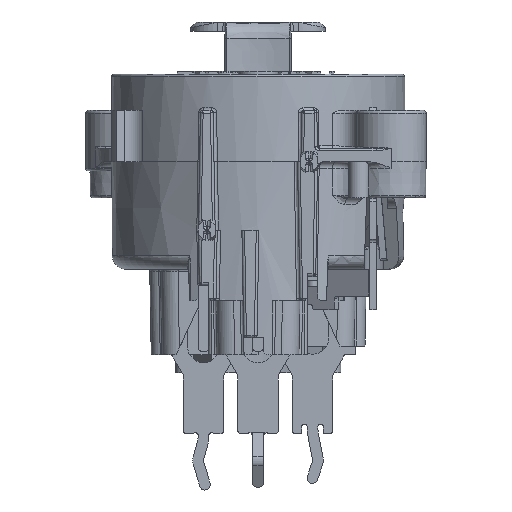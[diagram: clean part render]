
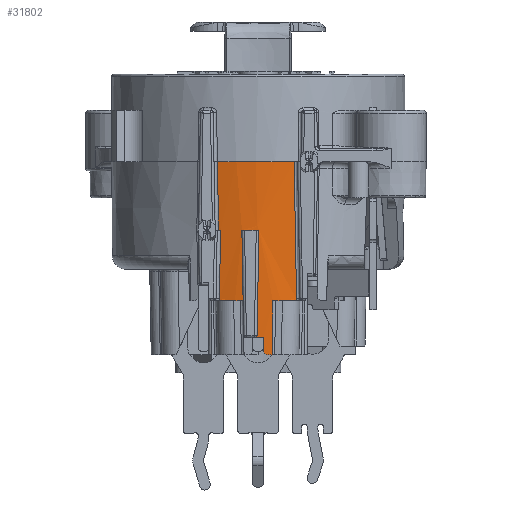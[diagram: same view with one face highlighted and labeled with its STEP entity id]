
A CAD part, front view. The second image highlights one B-rep face of the part: STEP entity #31802.
In plain terms, the highlighted conical face has half-angle 0.5 degrees and reference radius 10.837 mm.
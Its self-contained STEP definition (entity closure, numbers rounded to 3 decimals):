
#1577=CARTESIAN_POINT('',(0.,0.,-12.65));
#1578=DIRECTION('',(0.,0.,1.));
#1579=DIRECTION('',(0.056,-0.998,0.));
#1580=AXIS2_PLACEMENT_3D('',#1577,#1578,#1579);
#2548=DIRECTION('',(0.,-0.009,1.));
#2549=VECTOR('',#2548,1.05);
#2550=CARTESIAN_POINT('',(0.4,-10.769,-12.45));
#2551=LINE('',#2550,#2549);
#2556=CARTESIAN_POINT('',(0.,0.,-11.4));
#2557=DIRECTION('',(0.,0.,-1.));
#2558=DIRECTION('',(0.037,-0.999,0.));
#2559=AXIS2_PLACEMENT_3D('',#2556,#2557,#2558);
#2561=CARTESIAN_POINT('',(-0.071,-10.787,
-11.203));
#2562=CARTESIAN_POINT('',(-0.025,-10.81,
-8.599));
#2563=CARTESIAN_POINT('',(0.02,-10.833,
-5.994));
#2564=CARTESIAN_POINT('',(0.065,-10.855,
-3.39));
#2566=CARTESIAN_POINT('',(0.,0.,-3.39));
#2567=DIRECTION('',(0.,0.,1.));
#2568=DIRECTION('',(-0.111,-0.994,0.));
#2569=AXIS2_PLACEMENT_3D('',#2566,#2567,#2568);
#2571=CARTESIAN_POINT('',(-1.201,-10.789,
-3.39));
#2572=CARTESIAN_POINT('',(-1.17,-10.777,
-5.143));
#2573=CARTESIAN_POINT('',(-1.14,-10.765,
-6.897));
#2574=CARTESIAN_POINT('',(-1.109,-10.753,
-8.65));
#2576=CARTESIAN_POINT('',(0.,0.,-8.65));
#2577=DIRECTION('',(0.,0.,-1.));
#2578=DIRECTION('',(-0.103,-0.995,0.));
#2579=AXIS2_PLACEMENT_3D('',#2576,#2577,#2578);
#2581=CARTESIAN_POINT('',(-2.871,-10.423,
-8.504));
#2582=CARTESIAN_POINT('',(-2.872,-10.422,
-8.53));
#2583=CARTESIAN_POINT('',(-2.878,-10.42,
-8.58));
#2584=CARTESIAN_POINT('',(-2.894,-10.415,
-8.627));
#2585=CARTESIAN_POINT('',(-2.905,-10.412,
-8.65));
#2587=CARTESIAN_POINT('',(-2.784,-10.493,
-3.39));
#2588=CARTESIAN_POINT('',(-2.798,-10.481,
-4.242));
#2589=CARTESIAN_POINT('',(-2.827,-10.458,
-5.945));
#2590=CARTESIAN_POINT('',(-2.857,-10.435,
-7.651));
#2591=CARTESIAN_POINT('',(-2.871,-10.423,
-8.504));
#2593=CARTESIAN_POINT('',(-3.018,-10.474,
1.69));
#2594=CARTESIAN_POINT('',(-3.009,-10.472,
1.146));
#2595=CARTESIAN_POINT('',(-2.989,-10.467,
0.013));
#2596=CARTESIAN_POINT('',(-2.96,-10.46,
-1.681));
#2597=CARTESIAN_POINT('',(-2.941,-10.455,
-2.831));
#2598=CARTESIAN_POINT('',(-2.931,-10.453,-3.39));
#2600=CARTESIAN_POINT('',(0.,0.,1.69));
#2601=DIRECTION('',(0.,0.,1.));
#2602=DIRECTION('',(-0.277,-0.961,0.));
#2603=AXIS2_PLACEMENT_3D('',#2600,#2601,#2602);
#2605=CARTESIAN_POINT('',(2.86,-10.426,
-8.504));
#2606=CARTESIAN_POINT('',(2.841,-10.441,
-7.369));
#2607=CARTESIAN_POINT('',(2.802,-10.472,
-5.101));
#2608=CARTESIAN_POINT('',(2.744,-10.519,
-1.703));
#2609=CARTESIAN_POINT('',(2.705,-10.549,
0.56));
#2610=CARTESIAN_POINT('',(2.686,-10.564,1.69));
#2612=CARTESIAN_POINT('',(2.894,-10.415,
-8.65));
#2613=CARTESIAN_POINT('',(2.883,-10.418,
-8.627));
#2614=CARTESIAN_POINT('',(2.867,-10.423,
-8.58));
#2615=CARTESIAN_POINT('',(2.86,-10.426,
-8.53));
#2616=CARTESIAN_POINT('',(2.86,-10.426,
-8.504));
#2618=CARTESIAN_POINT('',(0.,0.,-8.65));
#2619=DIRECTION('',(0.,0.,-1.));
#2620=DIRECTION('',(0.268,-0.963,0.));
#2621=AXIS2_PLACEMENT_3D('',#2618,#2619,#2620);
#2749=CARTESIAN_POINT('',(-0.071,-10.787,
-11.203));
#2750=CARTESIAN_POINT('',(-0.071,-10.787,
-11.229));
#2751=CARTESIAN_POINT('',(-0.082,-10.787,
-11.281));
#2752=CARTESIAN_POINT('',(-0.127,-10.786,
-11.346));
#2753=CARTESIAN_POINT('',(-0.193,-10.784,
-11.39));
#2754=CARTESIAN_POINT('',(-0.245,-10.783,-11.4));
#2755=CARTESIAN_POINT('',(-0.271,-10.782,-11.4));
#3127=CARTESIAN_POINT('',(1.039,-10.725,
-12.65));
#3128=CARTESIAN_POINT('',(1.062,-10.734,
-11.317));
#3129=CARTESIAN_POINT('',(1.086,-10.743,
-9.983));
#3130=CARTESIAN_POINT('',(1.109,-10.753,
-8.65));
#11233=CARTESIAN_POINT('',(0.,0.,-3.39));
#11234=DIRECTION('',(0.,0.,1.));
#11235=DIRECTION('',(-0.27,-0.963,0.));
#11236=AXIS2_PLACEMENT_3D('',#11233,#11234,#11235);
#11621=CARTESIAN_POINT('',(-2.905,-10.412,
-8.65));
#18527=CARTESIAN_POINT('',(0.6,-10.758,-12.65));
#18528=CARTESIAN_POINT('',(0.533,-10.762,
-12.583));
#18529=CARTESIAN_POINT('',(0.467,-10.766,
-12.517));
#18530=CARTESIAN_POINT('',(0.4,-10.769,-12.45));
#23618=CARTESIAN_POINT('',(-1.201,-10.789,
-3.39));
#23620=VERTEX_POINT('',#23618);
#23634=CARTESIAN_POINT('',(-0.271,-10.782,-11.4));
#23636=VERTEX_POINT('',#23634);
#23637=CARTESIAN_POINT('',(-0.071,-10.787,
-11.203));
#23638=VERTEX_POINT('',#23637);
#23641=CARTESIAN_POINT('',(0.065,-10.855,
-3.39));
#23642=VERTEX_POINT('',#23641);
#24225=CARTESIAN_POINT('',(0.6,-10.758,-12.65));
#24226=VERTEX_POINT('',#24225);
#24227=CARTESIAN_POINT('',(0.4,-10.769,-12.45));
#24228=VERTEX_POINT('',#24227);
#24232=CARTESIAN_POINT('',(0.4,-10.778,-11.4));
#24233=VERTEX_POINT('',#24232);
#24241=CARTESIAN_POINT('',(1.039,-10.725,-12.65));
#24242=VERTEX_POINT('',#24241);
#24243=VERTEX_POINT('',#3130);
#24318=VERTEX_POINT('',#2574);
#24892=VERTEX_POINT('',#2612);
#24893=VERTEX_POINT('',#2616);
#24897=VERTEX_POINT('',#2610);
#24898=VERTEX_POINT('',#11621);
#24900=VERTEX_POINT('',#2581);
#24901=VERTEX_POINT('',#2587);
#24902=VERTEX_POINT('',#2593);
#24903=VERTEX_POINT('',#2598);
#31762=CARTESIAN_POINT('',(0.,0.,-5.48));
#31763=DIRECTION('',(0.,0.,1.));
#31764=DIRECTION('',(0.,-1.,0.));
#31765=AXIS2_PLACEMENT_3D('',#31762,#31763,#31764);
#31766=CONICAL_SURFACE('',#31765,10.837,0.5);
#31767=ORIENTED_EDGE('',*,*,#30632,.T.);
#31769=ORIENTED_EDGE('',*,*,#31768,.F.);
#31771=ORIENTED_EDGE('',*,*,#31770,.T.);
#31773=ORIENTED_EDGE('',*,*,#31772,.F.);
#31775=ORIENTED_EDGE('',*,*,#31774,.T.);
#31777=ORIENTED_EDGE('',*,*,#31776,.T.);
#31779=ORIENTED_EDGE('',*,*,#31778,.F.);
#31781=ORIENTED_EDGE('',*,*,#31780,.F.);
#31783=ORIENTED_EDGE('',*,*,#31782,.F.);
#31785=ORIENTED_EDGE('',*,*,#31784,.F.);
#31787=ORIENTED_EDGE('',*,*,#31786,.T.);
#31789=ORIENTED_EDGE('',*,*,#31788,.F.);
#31791=ORIENTED_EDGE('',*,*,#31790,.F.);
#31793=ORIENTED_EDGE('',*,*,#31792,.T.);
#31795=ORIENTED_EDGE('',*,*,#31794,.F.);
#31796=ORIENTED_EDGE('',*,*,#30382,.F.);
#31798=ORIENTED_EDGE('',*,*,#31797,.T.);
#31799=ORIENTED_EDGE('',*,*,#31754,.T.);
#31800=EDGE_LOOP('',(#31767,#31769,#31771,#31773,#31775,#31777,#31779,#31781,
#31783,#31785,#31787,#31789,#31791,#31793,#31795,#31796,#31798,#31799));
#31801=FACE_OUTER_BOUND('',#31800,.F.);
#31802=ADVANCED_FACE('',(#31801),#31766,.T.);
#1581=CIRCLE('',#1580,10.775);
#2560=CIRCLE('',#2559,10.786);
#2565=B_SPLINE_CURVE_WITH_KNOTS('',3,(#2561,#2562,#2563,#2564),.UNSPECIFIED.,
.F.,.F.,(4,4),(0.,1.),.UNSPECIFIED.);
#2570=CIRCLE('',#2569,10.856);
#2575=B_SPLINE_CURVE_WITH_KNOTS('',3,(#2571,#2572,#2573,#2574),.UNSPECIFIED.,
.F.,.F.,(4,4),(0.,1.),.UNSPECIFIED.);
#2580=CIRCLE('',#2579,10.81);
#2586=B_SPLINE_CURVE_WITH_KNOTS('',3,(#2581,#2582,#2583,#2584,#2585),
.UNSPECIFIED.,.F.,.F.,(4,1,4),(0.,0.5,1.),.UNSPECIFIED.);
#2592=B_SPLINE_CURVE_WITH_KNOTS('',3,(#2587,#2588,#2589,#2590,#2591),
.UNSPECIFIED.,.F.,.F.,(4,1,4),(0.,0.5,1.),.UNSPECIFIED.);
#2599=B_SPLINE_CURVE_WITH_KNOTS('',3,(#2593,#2594,#2595,#2596,#2597,#2598),
.UNSPECIFIED.,.F.,.F.,(4,1,1,4),(0.,0.321,0.67,1.),
.UNSPECIFIED.);
#2604=CIRCLE('',#2603,10.9);
#2611=B_SPLINE_CURVE_WITH_KNOTS('',3,(#2605,#2606,#2607,#2608,#2609,#2610),
.UNSPECIFIED.,.F.,.F.,(4,1,1,4),(0.,0.333,0.667,1.),
.UNSPECIFIED.);
#2617=B_SPLINE_CURVE_WITH_KNOTS('',3,(#2612,#2613,#2614,#2615,#2616),
.UNSPECIFIED.,.F.,.F.,(4,1,4),(0.,0.5,1.),.UNSPECIFIED.);
#2622=CIRCLE('',#2621,10.81);
#2756=B_SPLINE_CURVE_WITH_KNOTS('',3,(#2749,#2750,#2751,#2752,#2753,#2754,
#2755),.UNSPECIFIED.,.F.,.F.,(4,1,1,1,4),(0.,0.25,0.5,0.75,1.),
.UNSPECIFIED.);
#3131=B_SPLINE_CURVE_WITH_KNOTS('',3,(#3127,#3128,#3129,#3130),.UNSPECIFIED.,
.F.,.F.,(4,4),(0.,1.),.UNSPECIFIED.);
#11237=CIRCLE('',#11236,10.856);
#18531=B_SPLINE_CURVE_WITH_KNOTS('',3,(#18527,#18528,#18529,#18530),
.UNSPECIFIED.,.F.,.F.,(4,4),(0.,1.),.UNSPECIFIED.);
#30382=EDGE_CURVE('',#24226,#24242,#1581,.T.);
#30632=EDGE_CURVE('',#24233,#23636,#2560,.T.);
#31754=EDGE_CURVE('',#24228,#24233,#2551,.T.);
#31768=EDGE_CURVE('',#23638,#23636,#2756,.T.);
#31770=EDGE_CURVE('',#23638,#23642,#2565,.T.);
#31772=EDGE_CURVE('',#23620,#23642,#2570,.T.);
#31774=EDGE_CURVE('',#23620,#24318,#2575,.T.);
#31776=EDGE_CURVE('',#24318,#24898,#2580,.T.);
#31778=EDGE_CURVE('',#24900,#24898,#2586,.T.);
#31780=EDGE_CURVE('',#24901,#24900,#2592,.T.);
#31782=EDGE_CURVE('',#24903,#24901,#11237,.T.);
#31784=EDGE_CURVE('',#24902,#24903,#2599,.T.);
#31786=EDGE_CURVE('',#24902,#24897,#2604,.T.);
#31788=EDGE_CURVE('',#24893,#24897,#2611,.T.);
#31790=EDGE_CURVE('',#24892,#24893,#2617,.T.);
#31792=EDGE_CURVE('',#24892,#24243,#2622,.T.);
#31794=EDGE_CURVE('',#24242,#24243,#3131,.T.);
#31797=EDGE_CURVE('',#24226,#24228,#18531,.T.);
